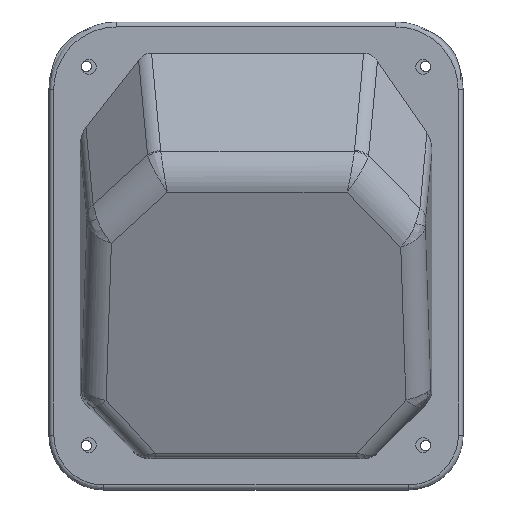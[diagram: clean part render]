
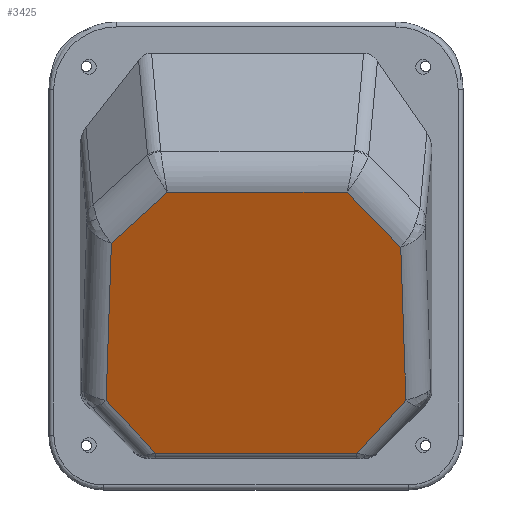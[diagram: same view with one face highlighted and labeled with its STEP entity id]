
A CAD part, top view. The second image highlights one B-rep face of the part: STEP entity #3425.
In plain terms, the highlighted planar face has unit normal (0, -0.358, 0.934).
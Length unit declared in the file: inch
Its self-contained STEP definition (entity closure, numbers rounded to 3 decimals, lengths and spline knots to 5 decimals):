
#54 = VERTEX_POINT ( 'NONE', #1565 ) ;
#389 = LINE ( 'NONE', #7987, #3496 ) ;
#917 = ORIENTED_EDGE ( 'NONE', *, *, #1989, .F. ) ;
#966 = CARTESIAN_POINT ( 'NONE',  ( 1.58782, -2.99248, 0.30888 ) ) ;
#990 = CARTESIAN_POINT ( 'NONE',  ( -2.36586, -2.15994, 0.62846 ) ) ;
#1307 = VECTOR ( 'NONE', #6039, 39.37008 ) ;
#1407 = ORIENTED_EDGE ( 'NONE', *, *, #7694, .F. ) ;
#1424 = CARTESIAN_POINT ( 'NONE',  ( 2.77418, 1.49683, 2.03217 ) ) ;
#1540 = EDGE_CURVE ( 'NONE', #5277, #1740, #10543, .T. ) ;
#1554 = AXIS2_PLACEMENT_3D ( 'NONE', #1424, #3866, #3976 ) ;
#1565 = CARTESIAN_POINT ( 'NONE',  ( -1.58306, -2.99248, 0.30888 ) ) ;
#1740 = VERTEX_POINT ( 'NONE', #4660 ) ;
#1846 = CARTESIAN_POINT ( 'NONE',  ( 2.39649, -3.15612, 0.24607 ) ) ;
#1989 = EDGE_CURVE ( 'NONE', #6397, #54, #3521, .T. ) ;
#2171 = DIRECTION ( 'NONE',  ( 0.671, -0.692, -0.266 ) ) ;
#2571 = EDGE_LOOP ( 'NONE', ( #6517, #9173, #1407, #8866, #6678, #3745, #5608, #917 ) ) ;
#3019 = CARTESIAN_POINT ( 'NONE',  ( 2.36287, -2.155, 0.63036 ) ) ;
#3022 = DIRECTION ( 'NONE',  ( 0.715, 0.653, 0.251 ) ) ;
#3311 = DIRECTION ( 'NONE',  ( -0.66, 0.702, 0.269 ) ) ;
#3425 = ADVANCED_FACE ( 'NONE', ( #6797 ), #6439, .F. ) ;
#3496 = VECTOR ( 'NONE', #3022, 39.37008 ) ;
#3521 = LINE ( 'NONE', #9945, #1307 ) ;
#3745 = ORIENTED_EDGE ( 'NONE', *, *, #4918, .F. ) ;
#3866 = DIRECTION ( 'NONE',  ( 0., 0.358, -0.934 ) ) ;
#3976 = DIRECTION ( 'NONE',  ( 0., 0.934, 0.358 ) ) ;
#4491 = LINE ( 'NONE', #1846, #8509 ) ;
#4653 = VERTEX_POINT ( 'NONE', #8977 ) ;
#4660 = CARTESIAN_POINT ( 'NONE',  ( 1.43684, 1.12496, 1.88942 ) ) ;
#4677 = CARTESIAN_POINT ( 'NONE',  ( 1.84088, 0.7082, 1.72944 ) ) ;
#4874 = VECTOR ( 'NONE', #5415, 39.37008 ) ;
#4918 = EDGE_CURVE ( 'NONE', #10520, #4653, #6450, .T. ) ;
#5098 = DIRECTION ( 'NONE',  ( 1., 0., 0. ) ) ;
#5117 = EDGE_CURVE ( 'NONE', #5970, #5435, #4491, .T. ) ;
#5277 = VERTEX_POINT ( 'NONE', #10223 ) ;
#5378 = EDGE_CURVE ( 'NONE', #5435, #6397, #8377, .T. ) ;
#5415 = DIRECTION ( 'NONE',  ( -0.654, -0.706, -0.271 ) ) ;
#5435 = VERTEX_POINT ( 'NONE', #3019 ) ;
#5608 = ORIENTED_EDGE ( 'NONE', *, *, #8745, .F. ) ;
#5614 = LINE ( 'NONE', #4677, #6780 ) ;
#5970 = VERTEX_POINT ( 'NONE', #10620 ) ;
#6039 = DIRECTION ( 'NONE',  ( -1., 0., 0. ) ) ;
#6252 = LINE ( 'NONE', #9134, #8314 ) ;
#6397 = VERTEX_POINT ( 'NONE', #966 ) ;
#6439 = PLANE ( 'NONE',  #1554 ) ;
#6450 = LINE ( 'NONE', #8964, #9563 ) ;
#6517 = ORIENTED_EDGE ( 'NONE', *, *, #5378, .F. ) ;
#6678 = ORIENTED_EDGE ( 'NONE', *, *, #9363, .F. ) ;
#6780 = VECTOR ( 'NONE', #2171, 39.37008 ) ;
#6797 = FACE_OUTER_BOUND ( 'NONE', #2571, .T. ) ;
#7694 = EDGE_CURVE ( 'NONE', #1740, #5970, #5614, .T. ) ;
#7987 = CARTESIAN_POINT ( 'NONE',  ( 0.934, 3.25389, 2.70664 ) ) ;
#8025 = DIRECTION ( 'NONE',  ( 0.031, 0.933, 0.358 ) ) ;
#8314 = VECTOR ( 'NONE', #3311, 39.37008 ) ;
#8377 = LINE ( 'NONE', #10302, #4874 ) ;
#8507 = CARTESIAN_POINT ( 'NONE',  ( 2.77418, 1.12496, 1.88942 ) ) ;
#8509 = VECTOR ( 'NONE', #9400, 39.37008 ) ;
#8745 = EDGE_CURVE ( 'NONE', #54, #10520, #6252, .T. ) ;
#8866 = ORIENTED_EDGE ( 'NONE', *, *, #1540, .F. ) ;
#8964 = CARTESIAN_POINT ( 'NONE',  ( -2.23812, 1.64355, 2.08848 ) ) ;
#8977 = CARTESIAN_POINT ( 'NONE',  ( -2.28265, 0.31772, 1.57955 ) ) ;
#9134 = CARTESIAN_POINT ( 'NONE',  ( -2.07086, -2.47369, 0.50803 ) ) ;
#9173 = ORIENTED_EDGE ( 'NONE', *, *, #5117, .F. ) ;
#9363 = EDGE_CURVE ( 'NONE', #4653, #5277, #389, .T. ) ;
#9400 = DIRECTION ( 'NONE',  ( 0.031, -0.933, -0.358 ) ) ;
#9563 = VECTOR ( 'NONE', #8025, 39.37008 ) ;
#9945 = CARTESIAN_POINT ( 'NONE',  ( 2.77418, -2.99248, 0.30888 ) ) ;
#10223 = CARTESIAN_POINT ( 'NONE',  ( -1.3983, 1.12496, 1.88942 ) ) ;
#10273 = VECTOR ( 'NONE', #5098, 39.37008 ) ;
#10302 = CARTESIAN_POINT ( 'NONE',  ( 4.47378, 0.12592, 1.50592 ) ) ;
#10520 = VERTEX_POINT ( 'NONE', #990 ) ;
#10543 = LINE ( 'NONE', #8507, #10273 ) ;
#10620 = CARTESIAN_POINT ( 'NONE',  ( 2.28199, 0.25322, 1.55479 ) ) ;
